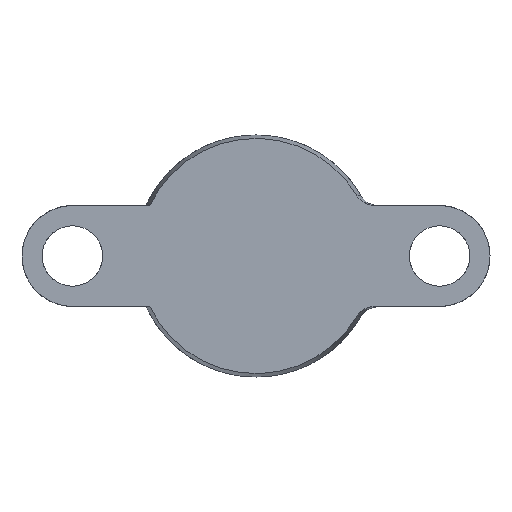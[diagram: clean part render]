
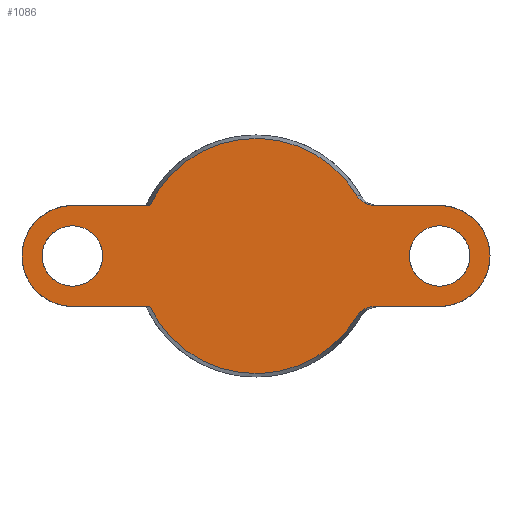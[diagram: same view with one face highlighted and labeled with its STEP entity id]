
A CAD part, front view. The second image highlights one B-rep face of the part: STEP entity #1086.
In plain terms, the highlighted planar face has unit normal (0, -1, 0).
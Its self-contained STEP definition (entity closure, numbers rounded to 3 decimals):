
#8 = CARTESIAN_POINT ( 'NONE',  ( 27.057, 0., 13.048 ) ) ;
#20 = CARTESIAN_POINT ( 'NONE',  ( 25.011, 0., -14.959 ) ) ;
#26 = VERTEX_POINT ( 'NONE', #347 ) ;
#27 = FACE_BOUND ( 'NONE', #1225, .T. ) ;
#29 = DIRECTION ( 'NONE',  ( 0., -1., 0. ) ) ;
#33 = DIRECTION ( 'NONE',  ( 0., 0., 1. ) ) ;
#44 = CARTESIAN_POINT ( 'NONE',  ( 29.374, 0., -12.5 ) ) ;
#47 = CARTESIAN_POINT ( 'NONE',  ( 15., 0., -12.5 ) ) ;
#48 = CARTESIAN_POINT ( 'NONE',  ( 28.503, 0., -12.556 ) ) ;
#57 = CARTESIAN_POINT ( 'NONE',  ( -26.326, 0., -12.5 ) ) ;
#59 = CARTESIAN_POINT ( 'NONE',  ( -45.5, 0., -12.5 ) ) ;
#69 = ORIENTED_EDGE ( 'NONE', *, *, #1199, .F. ) ;
#76 = B_SPLINE_CURVE_WITH_KNOTS ( 'NONE', 3,
 ( #195, #1070, #83, #143, #1110, #510, #8, #276, #653, #352, #203, #1186, #537, #1130 ),
 .UNSPECIFIED., .F., .F.,
 ( 4, 2, 2, 2, 2, 2, 4 ),
 ( 0., 0.001, 0.002, 0.003, 0.003, 0.004, 0.005 ),
 .UNSPECIFIED. ) ;
#83 = CARTESIAN_POINT ( 'NONE',  ( 28.502, 0., 12.556 ) ) ;
#84 = VERTEX_POINT ( 'NONE', #59 ) ;
#86 = VERTEX_POINT ( 'NONE', #787 ) ;
#100 = CARTESIAN_POINT ( 'NONE',  ( 45.5, 0., 0. ) ) ;
#105 = AXIS2_PLACEMENT_3D ( 'NONE', #522, #29, #617 ) ;
#124 = B_SPLINE_CURVE_WITH_KNOTS ( 'NONE', 3,
 ( #20, #516, #907, #419, #811, #821, #319, #1114, #224, #927, #48, #444, #843 ),
 .UNSPECIFIED., .F., .F.,
 ( 4, 2, 2, 1, 2, 2, 4 ),
 ( 0., 0.001, 0.002, 0.003, 0.003, 0.004, 0.005 ),
 .UNSPECIFIED. ) ;
#125 = DIRECTION ( 'NONE',  ( 0., 0., 1. ) ) ;
#136 = CARTESIAN_POINT ( 'NONE',  ( -45.5, 0., 0. ) ) ;
#140 = ORIENTED_EDGE ( 'NONE', *, *, #353, .T. ) ;
#143 = CARTESIAN_POINT ( 'NONE',  ( 27.869, 0., 12.721 ) ) ;
#150 = CIRCLE ( 'NONE', #775, 7.5 ) ;
#162 = VERTEX_POINT ( 'NONE', #174 ) ;
#174 = CARTESIAN_POINT ( 'NONE',  ( 25.011, 0., 14.959 ) ) ;
#181 = DIRECTION ( 'NONE',  ( 0., 0., -1. ) ) ;
#188 = VERTEX_POINT ( 'NONE', #979 ) ;
#195 = CARTESIAN_POINT ( 'NONE',  ( 29.374, 0., 12.5 ) ) ;
#203 = CARTESIAN_POINT ( 'NONE',  ( 25.976, 0., 13.785 ) ) ;
#224 = CARTESIAN_POINT ( 'NONE',  ( 27.662, 0., -12.789 ) ) ;
#232 = VECTOR ( 'NONE', #753, 1000. ) ;
#259 = CARTESIAN_POINT ( 'NONE',  ( 25.011, 0., -14.959 ) ) ;
#261 = LINE ( 'NONE', #955, #232 ) ;
#271 = AXIS2_PLACEMENT_3D ( 'NONE', #884, #1169, #181 ) ;
#276 = CARTESIAN_POINT ( 'NONE',  ( 26.678, 0., 13.261 ) ) ;
#294 = CIRCLE ( 'NONE', #271, 29.143 ) ;
#300 = DIRECTION ( 'NONE',  ( 0., 0., -1. ) ) ;
#301 = CARTESIAN_POINT ( 'NONE',  ( -26.326, 0., 12.5 ) ) ;
#310 = EDGE_CURVE ( 'NONE', #1196, #1150, #856, .T. ) ;
#319 = CARTESIAN_POINT ( 'NONE',  ( 26.862, 0., -13.142 ) ) ;
#323 = VERTEX_POINT ( 'NONE', #301 ) ;
#347 = CARTESIAN_POINT ( 'NONE',  ( 45.5, 0., 12.5 ) ) ;
#350 = DIRECTION ( 'NONE',  ( 1., 0., 0. ) ) ;
#352 = CARTESIAN_POINT ( 'NONE',  ( 26.144, 0., 13.642 ) ) ;
#353 = EDGE_CURVE ( 'NONE', #1150, #591, #124, .T. ) ;
#356 = EDGE_LOOP ( 'NONE', ( #546, #1192, #1124, #885, #520, #1056, #1015, #140, #1210, #863 ) ) ;
#387 = CARTESIAN_POINT ( 'NONE',  ( -45.5, 0., 7.5 ) ) ;
#397 = CIRCLE ( 'NONE', #420, 12.5 ) ;
#402 = DIRECTION ( 'NONE',  ( 0., 1., 0. ) ) ;
#413 = AXIS2_PLACEMENT_3D ( 'NONE', #818, #1016, #125 ) ;
#419 = CARTESIAN_POINT ( 'NONE',  ( 25.977, 0., -13.784 ) ) ;
#420 = AXIS2_PLACEMENT_3D ( 'NONE', #100, #1193, #300 ) ;
#444 = CARTESIAN_POINT ( 'NONE',  ( 28.933, 0., -12.5 ) ) ;
#447 = VERTEX_POINT ( 'NONE', #689 ) ;
#454 = DIRECTION ( 'NONE',  ( 0., -1., 0. ) ) ;
#462 = DIRECTION ( 'NONE',  ( 0., 0., -1. ) ) ;
#479 = CIRCLE ( 'NONE', #1207, 7.5 ) ;
#498 = VERTEX_POINT ( 'NONE', #387 ) ;
#510 = CARTESIAN_POINT ( 'NONE',  ( 27.253, 0., 12.954 ) ) ;
#516 = CARTESIAN_POINT ( 'NONE',  ( 25.237, 0., -14.58 ) ) ;
#520 = ORIENTED_EDGE ( 'NONE', *, *, #1154, .T. ) ;
#522 = CARTESIAN_POINT ( 'NONE',  ( 0., 0., 0. ) ) ;
#537 = CARTESIAN_POINT ( 'NONE',  ( 25.237, 0., 14.58 ) ) ;
#546 = ORIENTED_EDGE ( 'NONE', *, *, #1280, .F. ) ;
#571 = VECTOR ( 'NONE', #350, 1000. ) ;
#574 = EDGE_CURVE ( 'NONE', #162, #323, #294, .T. ) ;
#575 = CARTESIAN_POINT ( 'NONE',  ( 15., 0., 12.5 ) ) ;
#588 = EDGE_CURVE ( 'NONE', #790, #162, #76, .T. ) ;
#591 = VERTEX_POINT ( 'NONE', #44 ) ;
#617 = DIRECTION ( 'NONE',  ( 0., 0., -1. ) ) ;
#625 = FACE_OUTER_BOUND ( 'NONE', #356, .T. ) ;
#653 = CARTESIAN_POINT ( 'NONE',  ( 26.495, 0., 13.38 ) ) ;
#658 = CARTESIAN_POINT ( 'NONE',  ( -15., 0., -12.5 ) ) ;
#689 = CARTESIAN_POINT ( 'NONE',  ( -45.5, 0., 12.5 ) ) ;
#704 = EDGE_CURVE ( 'NONE', #188, #591, #939, .T. ) ;
#735 = FACE_BOUND ( 'NONE', #935, .T. ) ;
#744 = CARTESIAN_POINT ( 'NONE',  ( 29.374, 0., 12.5 ) ) ;
#753 = DIRECTION ( 'NONE',  ( -1., 0., 0. ) ) ;
#761 = EDGE_CURVE ( 'NONE', #323, #447, #261, .T. ) ;
#775 = AXIS2_PLACEMENT_3D ( 'NONE', #1206, #402, #33 ) ;
#779 = DIRECTION ( 'NONE',  ( 1., 0., 0. ) ) ;
#787 = CARTESIAN_POINT ( 'NONE',  ( 45.5, 0., 7.5 ) ) ;
#790 = VERTEX_POINT ( 'NONE', #744 ) ;
#809 = ORIENTED_EDGE ( 'NONE', *, *, #1014, .T. ) ;
#811 = CARTESIAN_POINT ( 'NONE',  ( 26.146, 0., -13.64 ) ) ;
#818 = CARTESIAN_POINT ( 'NONE',  ( -29.143, 0., 0. ) ) ;
#821 = CARTESIAN_POINT ( 'NONE',  ( 26.497, 0., -13.379 ) ) ;
#843 = CARTESIAN_POINT ( 'NONE',  ( 29.374, 0., -12.5 ) ) ;
#852 = DIRECTION ( 'NONE',  ( 0., 0., 1. ) ) ;
#856 = CIRCLE ( 'NONE', #105, 29.143 ) ;
#863 = ORIENTED_EDGE ( 'NONE', *, *, #965, .F. ) ;
#884 = CARTESIAN_POINT ( 'NONE',  ( 0., 0., 0. ) ) ;
#885 = ORIENTED_EDGE ( 'NONE', *, *, #761, .T. ) ;
#907 = CARTESIAN_POINT ( 'NONE',  ( 25.508, 0., -14.24 ) ) ;
#912 = PLANE ( 'NONE',  #413 ) ;
#927 = CARTESIAN_POINT ( 'NONE',  ( 27.871, 0., -12.72 ) ) ;
#931 = DIRECTION ( 'NONE',  ( 0., -1., 0. ) ) ;
#935 = EDGE_LOOP ( 'NONE', ( #809 ) ) ;
#937 = CARTESIAN_POINT ( 'NONE',  ( -45.5, 0., 0. ) ) ;
#939 = LINE ( 'NONE', #47, #1189 ) ;
#955 = CARTESIAN_POINT ( 'NONE',  ( -15., 0., 12.5 ) ) ;
#965 = EDGE_CURVE ( 'NONE', #26, #188, #397, .T. ) ;
#979 = CARTESIAN_POINT ( 'NONE',  ( 45.5, 0., -12.5 ) ) ;
#1014 = EDGE_CURVE ( 'NONE', #86, #86, #150, .T. ) ;
#1015 = ORIENTED_EDGE ( 'NONE', *, *, #310, .T. ) ;
#1016 = DIRECTION ( 'NONE',  ( 0., 1., 0. ) ) ;
#1028 = LINE ( 'NONE', #658, #571 ) ;
#1037 = CIRCLE ( 'NONE', #1125, 12.5 ) ;
#1056 = ORIENTED_EDGE ( 'NONE', *, *, #1182, .T. ) ;
#1070 = CARTESIAN_POINT ( 'NONE',  ( 28.933, 0., 12.5 ) ) ;
#1086 = ADVANCED_FACE ( 'NONE', ( #625, #735, #27 ), #912, .F. ) ;
#1110 = CARTESIAN_POINT ( 'NONE',  ( 27.659, 0., 12.79 ) ) ;
#1114 = CARTESIAN_POINT ( 'NONE',  ( 27.255, 0., -12.953 ) ) ;
#1124 = ORIENTED_EDGE ( 'NONE', *, *, #574, .T. ) ;
#1125 = AXIS2_PLACEMENT_3D ( 'NONE', #136, #931, #462 ) ;
#1130 = CARTESIAN_POINT ( 'NONE',  ( 25.011, 0., 14.959 ) ) ;
#1150 = VERTEX_POINT ( 'NONE', #259 ) ;
#1152 = DIRECTION ( 'NONE',  ( -1., 0., 0. ) ) ;
#1154 = EDGE_CURVE ( 'NONE', #447, #84, #1037, .T. ) ;
#1169 = DIRECTION ( 'NONE',  ( 0., -1., 0. ) ) ;
#1182 = EDGE_CURVE ( 'NONE', #84, #1196, #1028, .T. ) ;
#1186 = CARTESIAN_POINT ( 'NONE',  ( 25.507, 0., 14.24 ) ) ;
#1189 = VECTOR ( 'NONE', #1152, 1000. ) ;
#1192 = ORIENTED_EDGE ( 'NONE', *, *, #588, .T. ) ;
#1193 = DIRECTION ( 'NONE',  ( 0., 1., 0. ) ) ;
#1196 = VERTEX_POINT ( 'NONE', #57 ) ;
#1199 = EDGE_CURVE ( 'NONE', #498, #498, #479, .T. ) ;
#1206 = CARTESIAN_POINT ( 'NONE',  ( 45.5, 0., 0. ) ) ;
#1207 = AXIS2_PLACEMENT_3D ( 'NONE', #937, #454, #852 ) ;
#1210 = ORIENTED_EDGE ( 'NONE', *, *, #704, .F. ) ;
#1225 = EDGE_LOOP ( 'NONE', ( #69 ) ) ;
#1232 = LINE ( 'NONE', #575, #1291 ) ;
#1280 = EDGE_CURVE ( 'NONE', #790, #26, #1232, .T. ) ;
#1291 = VECTOR ( 'NONE', #779, 1000. ) ;
